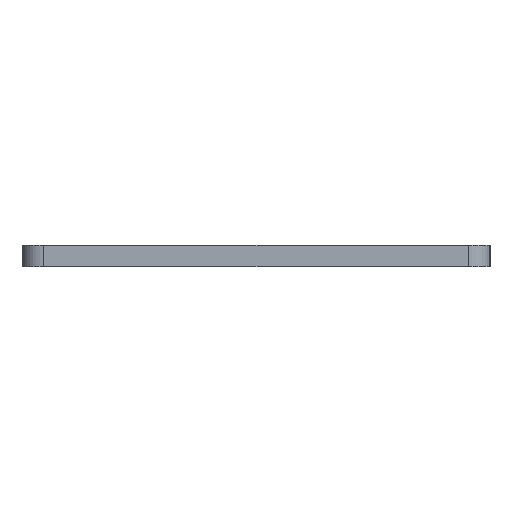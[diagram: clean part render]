
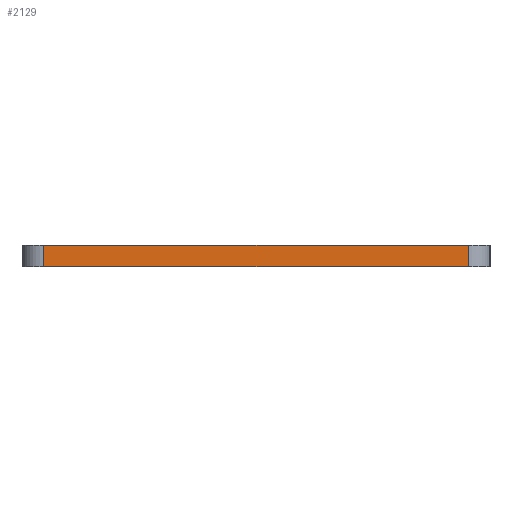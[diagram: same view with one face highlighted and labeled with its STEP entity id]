
A CAD part, left-side view. The second image highlights one B-rep face of the part: STEP entity #2129.
In plain terms, the highlighted planar face has unit normal (-1, 0, 0).
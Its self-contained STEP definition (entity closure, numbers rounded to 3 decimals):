
#156=FACE_OUTER_BOUND('',#255,.T.);
#255=EDGE_LOOP('',(#1721,#1722,#1723,#1724));
#574=LINE('',#3297,#859);
#575=LINE('',#3300,#860);
#576=LINE('',#3302,#861);
#577=LINE('',#3303,#862);
#859=VECTOR('',#2711,10.);
#860=VECTOR('',#2714,10.);
#861=VECTOR('',#2715,10.);
#862=VECTOR('',#2716,10.);
#1056=VERTEX_POINT('',#3293);
#1057=VERTEX_POINT('',#3295);
#1058=VERTEX_POINT('',#3299);
#1059=VERTEX_POINT('',#3301);
#1340=EDGE_CURVE('',#1056,#1057,#574,.T.);
#1341=EDGE_CURVE('',#1056,#1058,#575,.T.);
#1342=EDGE_CURVE('',#1059,#1057,#576,.T.);
#1343=EDGE_CURVE('',#1058,#1059,#577,.T.);
#1721=ORIENTED_EDGE('',*,*,#1341,.F.);
#1722=ORIENTED_EDGE('',*,*,#1340,.T.);
#1723=ORIENTED_EDGE('',*,*,#1342,.F.);
#1724=ORIENTED_EDGE('',*,*,#1343,.F.);
#2032=PLANE('',#2244);
#2129=ADVANCED_FACE('',(#156),#2032,.T.);
#2244=AXIS2_PLACEMENT_3D('',#3298,#2712,#2713);
#2711=DIRECTION('',(0.,0.,1.));
#2712=DIRECTION('center_axis',(-1.,0.,0.));
#2713=DIRECTION('ref_axis',(0.,-1.,0.));
#2714=DIRECTION('',(0.,1.,0.));
#2715=DIRECTION('',(0.,-1.,0.));
#2716=DIRECTION('',(0.,0.,1.));
#3293=CARTESIAN_POINT('',(0.,-61.,0.));
#3295=CARTESIAN_POINT('',(0.,-61.,3.));
#3297=CARTESIAN_POINT('',(0.,-61.,0.));
#3298=CARTESIAN_POINT('Origin',(0.,-3.,0.));
#3299=CARTESIAN_POINT('',(0.,-3.,0.));
#3300=CARTESIAN_POINT('',(0.,-61.,0.));
#3301=CARTESIAN_POINT('',(0.,-3.,3.));
#3302=CARTESIAN_POINT('',(0.,-61.,3.));
#3303=CARTESIAN_POINT('',(0.,-3.,0.));
